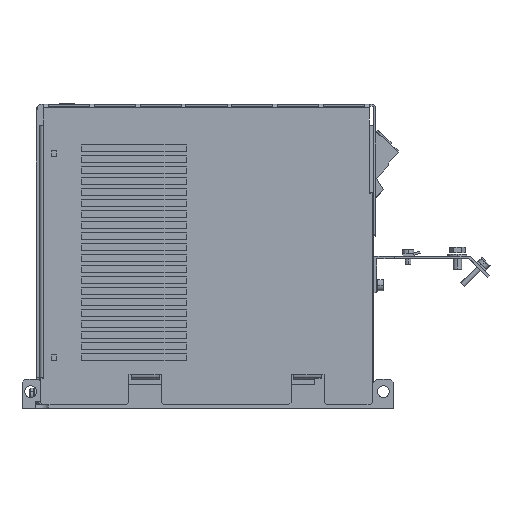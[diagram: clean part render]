
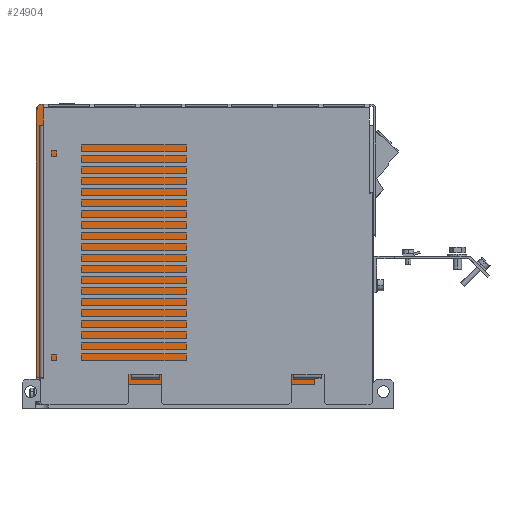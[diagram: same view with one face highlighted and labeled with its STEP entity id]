
A CAD part, left-side view. The second image highlights one B-rep face of the part: STEP entity #24904.
In plain terms, the highlighted planar face has unit normal (-1, 0, 0).
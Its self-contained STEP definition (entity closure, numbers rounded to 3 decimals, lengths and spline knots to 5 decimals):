
#237=DIRECTION('',(0.,1.,0.));
#238=VECTOR('',#237,0.0025);
#239=CARTESIAN_POINT('',(-0.0425,0.1215,0.02));
#240=LINE('',#239,#238);
#241=DIRECTION('',(0.,0.,1.));
#242=VECTOR('',#241,0.1945);
#243=CARTESIAN_POINT('',(-0.0425,0.124,0.02));
#244=LINE('',#243,#242);
#245=DIRECTION('',(0.,-1.,0.));
#246=VECTOR('',#245,0.001);
#247=CARTESIAN_POINT('',(-0.0425,0.124,0.2145));
#248=LINE('',#247,#246);
#249=DIRECTION('',(0.,0.,1.));
#250=VECTOR('',#249,0.0015);
#251=CARTESIAN_POINT('',(-0.0425,0.123,0.2145));
#252=LINE('',#251,#250);
#253=CARTESIAN_POINT('',(-0.0425,0.1205,0.216));
#254=DIRECTION('',(1.,0.,0.));
#255=DIRECTION('',(0.,1.,0.));
#256=AXIS2_PLACEMENT_3D('',#253,#254,#255);
#258=DIRECTION('',(0.,-1.,0.));
#259=VECTOR('',#258,0.0021);
#260=CARTESIAN_POINT('',(-0.0425,0.1205,0.2185));
#261=LINE('',#260,#259);
#262=DIRECTION('',(0.,0.,1.));
#263=VECTOR('',#262,0.09973);
#264=CARTESIAN_POINT('',(-0.0425,-0.0785,0.02027));
#265=LINE('',#264,#263);
#266=DIRECTION('',(0.,0.,1.));
#267=VECTOR('',#266,0.00365);
#268=CARTESIAN_POINT('',(-0.0425,-0.0785,0.0145));
#269=LINE('',#268,#267);
#270=DIRECTION('',(0.,0.,-1.));
#271=VECTOR('',#270,0.00223);
#272=CARTESIAN_POINT('',(-0.0425,0.1215,0.02));
#273=LINE('',#272,#271);
#1572=DIRECTION('',(0.,0.,-1.));
#1573=VECTOR('',#1572,0.097);
#1574=CARTESIAN_POINT('',(-0.0425,-0.0785,0.217));
#1575=LINE('',#1574,#1573);
#2493=DIRECTION('',(0.,-1.,0.));
#2494=VECTOR('',#2493,0.015);
#2495=CARTESIAN_POINT('',(-0.0425,-0.0635,0.01815));
#2496=LINE('',#2495,#2494);
#3029=DIRECTION('',(0.,0.707,0.707));
#3030=VECTOR('',#3029,0.00463);
#3031=CARTESIAN_POINT('',(-0.0425,0.11823,0.0145));
#3032=LINE('',#3031,#3030);
#3053=DIRECTION('',(0.,-1.,0.));
#3054=VECTOR('',#3053,0.19673);
#3055=CARTESIAN_POINT('',(-0.0425,0.11823,0.0145));
#3056=LINE('',#3055,#3054);
#3096=DIRECTION('',(0.,0.,1.));
#3097=VECTOR('',#3096,0.00212);
#3098=CARTESIAN_POINT('',(-0.0425,-0.0635,0.01815));
#3099=LINE('',#3098,#3097);
#3185=DIRECTION('',(0.,0.,1.));
#3186=VECTOR('',#3185,0.00212);
#3187=CARTESIAN_POINT('',(-0.0425,0.0345,0.01815));
#3188=LINE('',#3187,#3186);
#3236=DIRECTION('',(0.,0.,1.));
#3237=VECTOR('',#3236,0.00212);
#3238=CARTESIAN_POINT('',(-0.0425,0.0545,0.01815));
#3239=LINE('',#3238,#3237);
#3372=DIRECTION('',(0.,-1.,0.));
#3373=VECTOR('',#3372,0.02);
#3374=CARTESIAN_POINT('',(-0.0425,0.0545,0.01815));
#3375=LINE('',#3374,#3373);
#3376=DIRECTION('',(0.,-1.,0.));
#3377=VECTOR('',#3376,0.02);
#3378=CARTESIAN_POINT('',(-0.0425,0.0545,0.02027));
#3379=LINE('',#3378,#3377);
#3396=DIRECTION('',(0.,-1.,0.));
#3397=VECTOR('',#3396,0.015);
#3398=CARTESIAN_POINT('',(-0.0425,-0.0635,0.02027));
#3399=LINE('',#3398,#3397);
#3642=DIRECTION('',(0.,-1.,0.));
#3643=VECTOR('',#3642,0.0015);
#3644=CARTESIAN_POINT('',(-0.0425,0.1214,0.02));
#3645=LINE('',#3644,#3643);
#3655=DIRECTION('',(0.,0.,1.));
#3656=VECTOR('',#3655,0.1835);
#3657=CARTESIAN_POINT('',(-0.0425,0.1199,0.02));
#3658=LINE('',#3657,#3656);
#3685=DIRECTION('',(0.,-1.,0.));
#3686=VECTOR('',#3685,0.0015);
#3687=CARTESIAN_POINT('',(-0.0425,0.1214,0.2035));
#3688=LINE('',#3687,#3686);
#3707=DIRECTION('',(0.,0.,1.));
#3708=VECTOR('',#3707,0.0015);
#3709=CARTESIAN_POINT('',(-0.0425,0.1184,0.217));
#3710=LINE('',#3709,#3708);
#3775=DIRECTION('',(0.,-1.,0.));
#3776=VECTOR('',#3775,0.1969);
#3777=CARTESIAN_POINT('',(-0.0425,0.1184,0.217));
#3778=LINE('',#3777,#3776);
#4031=DIRECTION('',(0.,0.,1.));
#4032=VECTOR('',#4031,0.1835);
#4033=CARTESIAN_POINT('',(-0.0425,0.1214,0.02));
#4034=LINE('',#4033,#4032);
#19622=CARTESIAN_POINT('',(-0.0425,0.1184,0.2185));
#19623=VERTEX_POINT('',#19622);
#19624=CARTESIAN_POINT('',(-0.0425,0.1205,0.2185));
#19625=VERTEX_POINT('',#19624);
#21660=CARTESIAN_POINT('',(-0.0425,0.124,0.2145));
#21661=VERTEX_POINT('',#21660);
#21662=CARTESIAN_POINT('',(-0.0425,0.124,0.02));
#21663=VERTEX_POINT('',#21662);
#22003=CARTESIAN_POINT('',(-0.0425,0.123,0.2145));
#22005=VERTEX_POINT('',#22003);
#22007=CARTESIAN_POINT('',(-0.0425,0.123,0.216));
#22008=VERTEX_POINT('',#22007);
#23602=CARTESIAN_POINT('',(-0.0425,-0.0785,0.217));
#23604=VERTEX_POINT('',#23602);
#23606=CARTESIAN_POINT('',(-0.0425,0.1184,0.217));
#23607=VERTEX_POINT('',#23606);
#24012=CARTESIAN_POINT('',(-0.0425,0.1215,0.01777));
#24013=VERTEX_POINT('',#24012);
#24014=CARTESIAN_POINT('',(-0.0425,0.11823,0.0145));
#24015=VERTEX_POINT('',#24014);
#24036=CARTESIAN_POINT('',(-0.0425,-0.0635,0.01815));
#24037=CARTESIAN_POINT('',(-0.0425,-0.0635,0.02027));
#24038=VERTEX_POINT('',#24036);
#24039=VERTEX_POINT('',#24037);
#24040=CARTESIAN_POINT('',(-0.0425,0.0545,0.01815));
#24041=CARTESIAN_POINT('',(-0.0425,0.0345,0.01815));
#24042=VERTEX_POINT('',#24040);
#24043=VERTEX_POINT('',#24041);
#24044=CARTESIAN_POINT('',(-0.0425,0.0345,0.02027));
#24045=VERTEX_POINT('',#24044);
#24046=CARTESIAN_POINT('',(-0.0425,0.0545,0.02027));
#24047=VERTEX_POINT('',#24046);
#24048=CARTESIAN_POINT('',(-0.0425,0.1214,0.02));
#24049=CARTESIAN_POINT('',(-0.0425,0.1199,0.02));
#24050=VERTEX_POINT('',#24048);
#24051=VERTEX_POINT('',#24049);
#24052=CARTESIAN_POINT('',(-0.0425,0.1199,0.2035));
#24053=VERTEX_POINT('',#24052);
#24054=CARTESIAN_POINT('',(-0.0425,0.1214,0.2035));
#24055=VERTEX_POINT('',#24054);
#24056=CARTESIAN_POINT('',(-0.0425,0.1215,0.02));
#24058=VERTEX_POINT('',#24056);
#24194=CARTESIAN_POINT('',(-0.0425,-0.0785,0.0145));
#24195=CARTESIAN_POINT('',(-0.0425,-0.0785,0.01815));
#24196=VERTEX_POINT('',#24194);
#24197=VERTEX_POINT('',#24195);
#24198=CARTESIAN_POINT('',(-0.0425,-0.0785,0.02027));
#24199=CARTESIAN_POINT('',(-0.0425,-0.0785,0.12));
#24200=VERTEX_POINT('',#24198);
#24201=VERTEX_POINT('',#24199);
#24844=CARTESIAN_POINT('',(-0.0425,0.1205,0.217));
#24845=DIRECTION('',(-1.,0.,0.));
#24846=DIRECTION('',(0.,1.,0.));
#24847=AXIS2_PLACEMENT_3D('',#24844,#24845,#24846);
#24848=PLANE('',#24847);
#24850=ORIENTED_EDGE('',*,*,#24849,.F.);
#24852=ORIENTED_EDGE('',*,*,#24851,.T.);
#24854=ORIENTED_EDGE('',*,*,#24853,.F.);
#24856=ORIENTED_EDGE('',*,*,#24855,.T.);
#24857=ORIENTED_EDGE('',*,*,#24363,.T.);
#24859=ORIENTED_EDGE('',*,*,#24858,.T.);
#24861=ORIENTED_EDGE('',*,*,#24860,.T.);
#24863=ORIENTED_EDGE('',*,*,#24862,.T.);
#24865=ORIENTED_EDGE('',*,*,#24864,.T.);
#24867=ORIENTED_EDGE('',*,*,#24866,.F.);
#24869=ORIENTED_EDGE('',*,*,#24868,.T.);
#24871=ORIENTED_EDGE('',*,*,#24870,.T.);
#24873=ORIENTED_EDGE('',*,*,#24872,.F.);
#24875=ORIENTED_EDGE('',*,*,#24874,.F.);
#24877=ORIENTED_EDGE('',*,*,#24876,.F.);
#24879=ORIENTED_EDGE('',*,*,#24878,.T.);
#24881=ORIENTED_EDGE('',*,*,#24880,.F.);
#24882=EDGE_LOOP('',(#24850,#24852,#24854,#24856,#24857,#24859,#24861,#24863,
#24865,#24867,#24869,#24871,#24873,#24875,#24877,#24879,#24881));
#24883=FACE_OUTER_BOUND('',#24882,.F.);
#24885=ORIENTED_EDGE('',*,*,#24884,.T.);
#24887=ORIENTED_EDGE('',*,*,#24886,.T.);
#24889=ORIENTED_EDGE('',*,*,#24888,.F.);
#24891=ORIENTED_EDGE('',*,*,#24890,.F.);
#24892=EDGE_LOOP('',(#24885,#24887,#24889,#24891));
#24893=FACE_BOUND('',#24892,.F.);
#24895=ORIENTED_EDGE('',*,*,#24894,.T.);
#24897=ORIENTED_EDGE('',*,*,#24896,.T.);
#24899=ORIENTED_EDGE('',*,*,#24898,.F.);
#24901=ORIENTED_EDGE('',*,*,#24900,.F.);
#24902=EDGE_LOOP('',(#24895,#24897,#24899,#24901));
#24903=FACE_BOUND('',#24902,.F.);
#24904=ADVANCED_FACE('',(#24883,#24893,#24903),#24848,.T.);
#257=CIRCLE('',#256,0.0025);
#24363=EDGE_CURVE('',#21663,#21661,#244,.T.);
#24849=EDGE_CURVE('',#24015,#24196,#3056,.T.);
#24851=EDGE_CURVE('',#24015,#24013,#3032,.T.);
#24853=EDGE_CURVE('',#24058,#24013,#273,.T.);
#24855=EDGE_CURVE('',#24058,#21663,#240,.T.);
#24858=EDGE_CURVE('',#21661,#22005,#248,.T.);
#24860=EDGE_CURVE('',#22005,#22008,#252,.T.);
#24862=EDGE_CURVE('',#22008,#19625,#257,.T.);
#24864=EDGE_CURVE('',#19625,#19623,#261,.T.);
#24866=EDGE_CURVE('',#23607,#19623,#3710,.T.);
#24868=EDGE_CURVE('',#23607,#23604,#3778,.T.);
#24870=EDGE_CURVE('',#23604,#24201,#1575,.T.);
#24872=EDGE_CURVE('',#24200,#24201,#265,.T.);
#24874=EDGE_CURVE('',#24039,#24200,#3399,.T.);
#24876=EDGE_CURVE('',#24038,#24039,#3099,.T.);
#24878=EDGE_CURVE('',#24038,#24197,#2496,.T.);
#24880=EDGE_CURVE('',#24196,#24197,#269,.T.);
#24884=EDGE_CURVE('',#24050,#24051,#3645,.T.);
#24886=EDGE_CURVE('',#24051,#24053,#3658,.T.);
#24888=EDGE_CURVE('',#24055,#24053,#3688,.T.);
#24890=EDGE_CURVE('',#24050,#24055,#4034,.T.);
#24894=EDGE_CURVE('',#24042,#24043,#3375,.T.);
#24896=EDGE_CURVE('',#24043,#24045,#3188,.T.);
#24898=EDGE_CURVE('',#24047,#24045,#3379,.T.);
#24900=EDGE_CURVE('',#24042,#24047,#3239,.T.);
